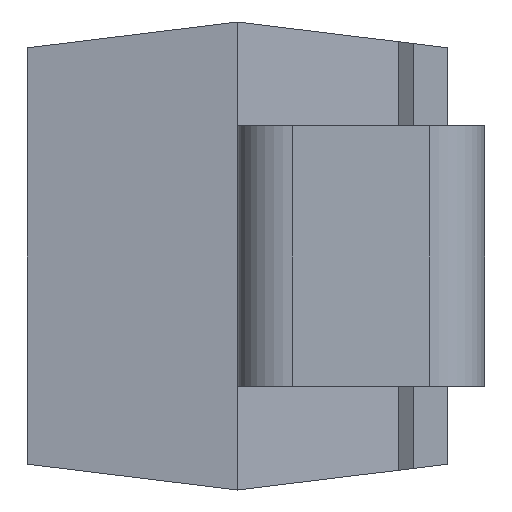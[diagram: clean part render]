
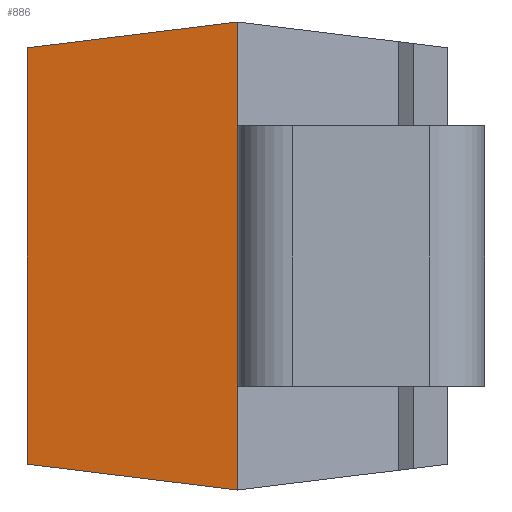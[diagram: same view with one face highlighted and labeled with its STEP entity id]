
A CAD part, left-side view. The second image highlights one B-rep face of the part: STEP entity #886.
In plain terms, the highlighted planar face has unit normal (-0.993, 0.122, 0).
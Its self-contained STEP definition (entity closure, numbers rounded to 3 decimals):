
#30 = EDGE_CURVE ( 'NONE', #317, #267, #934, .T. ) ;
#37 = VERTEX_POINT ( 'NONE', #268 ) ;
#92 = VECTOR ( 'NONE', #929, 1000. ) ;
#219 = CARTESIAN_POINT ( 'NONE',  ( -2.024, 1.15, 1.28 ) ) ;
#253 = DIRECTION ( 'NONE',  ( 0., 0., 1. ) ) ;
#257 = EDGE_CURVE ( 'NONE', #37, #317, #1122, .T. ) ;
#267 = VERTEX_POINT ( 'NONE', #733 ) ;
#268 = CARTESIAN_POINT ( 'NONE',  ( -2.024, 1.15, -1.139 ) ) ;
#279 = VECTOR ( 'NONE', #253, 1000. ) ;
#312 = DIRECTION ( 'NONE',  ( -0.993, 0.122, 0. ) ) ;
#317 = VERTEX_POINT ( 'NONE', #538 ) ;
#339 = VECTOR ( 'NONE', #970, 1000. ) ;
#387 = CARTESIAN_POINT ( 'NONE',  ( -2.102, 0.516, 1.217 ) ) ;
#399 = ORIENTED_EDGE ( 'NONE', *, *, #584, .T. ) ;
#538 = CARTESIAN_POINT ( 'NONE',  ( -2.024, 1.15, 1.139 ) ) ;
#584 = EDGE_CURVE ( 'NONE', #617, #267, #760, .T. ) ;
#609 = PLANE ( 'NONE',  #1030 ) ;
#617 = VERTEX_POINT ( 'NONE', #1174 ) ;
#623 = LINE ( 'NONE', #979, #339 ) ;
#654 = CARTESIAN_POINT ( 'NONE',  ( -2.165, 0., 1.28 ) ) ;
#733 = CARTESIAN_POINT ( 'NONE',  ( -2.165, 0., 1.28 ) ) ;
#760 = LINE ( 'NONE', #654, #279 ) ;
#788 = EDGE_LOOP ( 'NONE', ( #399, #1140, #797, #794 ) ) ;
#794 = ORIENTED_EDGE ( 'NONE', *, *, #1162, .T. ) ;
#797 = ORIENTED_EDGE ( 'NONE', *, *, #257, .F. ) ;
#886 = ADVANCED_FACE ( 'NONE', ( #901 ), #609, .T. ) ;
#901 = FACE_OUTER_BOUND ( 'NONE', #788, .T. ) ;
#929 = DIRECTION ( 'NONE',  ( 0., 0., 1. ) ) ;
#934 = LINE ( 'NONE', #387, #1041 ) ;
#955 = DIRECTION ( 'NONE',  ( -0.121, -0.985, 0.121 ) ) ;
#970 = DIRECTION ( 'NONE',  ( -0.121, -0.985, -0.121 ) ) ;
#979 = CARTESIAN_POINT ( 'NONE',  ( -2.128, 0.305, -1.243 ) ) ;
#1030 = AXIS2_PLACEMENT_3D ( 'NONE', #1197, #312, #1098 ) ;
#1041 = VECTOR ( 'NONE', #955, 1000. ) ;
#1098 = DIRECTION ( 'NONE',  ( -0.122, -0.993, 0. ) ) ;
#1122 = LINE ( 'NONE', #219, #92 ) ;
#1140 = ORIENTED_EDGE ( 'NONE', *, *, #30, .F. ) ;
#1162 = EDGE_CURVE ( 'NONE', #37, #617, #623, .T. ) ;
#1174 = CARTESIAN_POINT ( 'NONE',  ( -2.165, 0., -1.28 ) ) ;
#1197 = CARTESIAN_POINT ( 'NONE',  ( -2.165, 0., 1.28 ) ) ;
